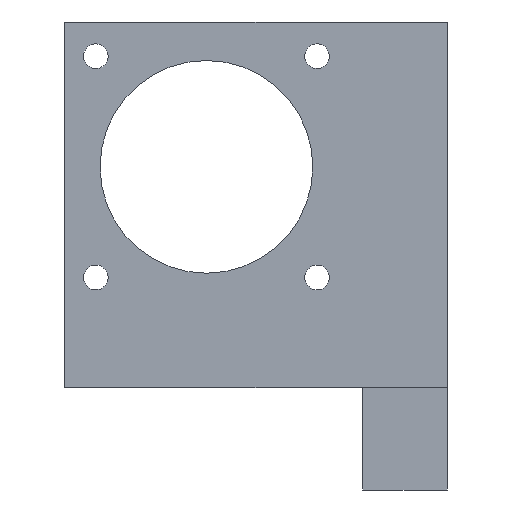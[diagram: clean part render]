
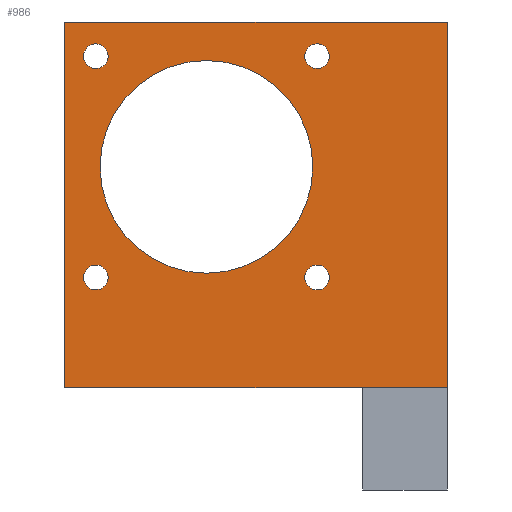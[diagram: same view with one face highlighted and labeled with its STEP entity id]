
A CAD part, front view. The second image highlights one B-rep face of the part: STEP entity #986.
In plain terms, the highlighted planar face has unit normal (0, -1, 0).
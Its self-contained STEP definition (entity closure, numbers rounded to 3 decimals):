
#10 = AXIS2_PLACEMENT_3D ( 'NONE', #261, #2796, #1822 ) ;
#37 = CARTESIAN_POINT ( 'NONE',  ( 33.951, -93., 141.976 ) ) ;
#52 = CARTESIAN_POINT ( 'NONE',  ( 8.951, -93., 141.976 ) ) ;
#84 = PLANE ( 'NONE',  #816 ) ;
#112 = FACE_BOUND ( 'NONE', #1021, .T. ) ;
#144 = ORIENTED_EDGE ( 'NONE', *, *, #1030, .T. ) ;
#146 = CARTESIAN_POINT ( 'NONE',  ( 49.773, -93., 116. ) ) ;
#158 = CIRCLE ( 'NONE', #3018, 1.45 ) ;
#160 = AXIS2_PLACEMENT_3D ( 'NONE', #3193, #856, #2676 ) ;
#186 = EDGE_CURVE ( 'NONE', #2773, #2511, #2385, .T. ) ;
#223 = EDGE_LOOP ( 'NONE', ( #1582, #1225 ) ) ;
#261 = CARTESIAN_POINT ( 'NONE',  ( 8.45, -93., 128.974 ) ) ;
#269 = CIRCLE ( 'NONE', #2162, 1.45 ) ;
#351 = DIRECTION ( 'NONE',  ( 0., 1., 0. ) ) ;
#359 = VECTOR ( 'NONE', #2956, 1000. ) ;
#373 = CARTESIAN_POINT ( 'NONE',  ( 8.45, -93., 154.978 ) ) ;
#387 = CIRCLE ( 'NONE', #10, 1.45 ) ;
#480 = AXIS2_PLACEMENT_3D ( 'NONE', #2088, #2817, #1326 ) ;
#644 = CIRCLE ( 'NONE', #1459, 1.45 ) ;
#680 = EDGE_CURVE ( 'NONE', #1616, #1278, #1413, .T. ) ;
#723 = CARTESIAN_POINT ( 'NONE',  ( 8.45, -93., 127.524 ) ) ;
#795 = CARTESIAN_POINT ( 'NONE',  ( 49.773, -93., 159. ) ) ;
#816 = AXIS2_PLACEMENT_3D ( 'NONE', #1112, #351, #2652 ) ;
#827 = VERTEX_POINT ( 'NONE', #1807 ) ;
#831 = EDGE_LOOP ( 'NONE', ( #1202, #2526 ) ) ;
#856 = DIRECTION ( 'NONE',  ( 0., -1., 0. ) ) ;
#874 = FACE_OUTER_BOUND ( 'NONE', #3110, .T. ) ;
#877 = AXIS2_PLACEMENT_3D ( 'NONE', #2984, #2557, #1264 ) ;
#890 = EDGE_CURVE ( 'NONE', #1068, #1482, #387, .T. ) ;
#891 = ORIENTED_EDGE ( 'NONE', *, *, #3031, .F. ) ;
#926 = VECTOR ( 'NONE', #1524, 1000. ) ;
#928 = CIRCLE ( 'NONE', #3086, 1.45 ) ;
#985 = DIRECTION ( 'NONE',  ( 0., 0., -1. ) ) ;
#986 = ADVANCED_FACE ( 'NONE', ( #112, #3133, #2129, #1370, #874, #2397 ), #84, .F. ) ;
#995 = DIRECTION ( 'NONE',  ( 0., -1., 0. ) ) ;
#1010 = DIRECTION ( 'NONE',  ( 0., -1., 0. ) ) ;
#1021 = EDGE_LOOP ( 'NONE', ( #2908, #2213 ) ) ;
#1023 = VECTOR ( 'NONE', #2339, 1000. ) ;
#1028 = CARTESIAN_POINT ( 'NONE',  ( 34.453, -93., 128.974 ) ) ;
#1030 = EDGE_CURVE ( 'NONE', #2511, #2920, #2426, .T. ) ;
#1068 = VERTEX_POINT ( 'NONE', #2300 ) ;
#1074 = VERTEX_POINT ( 'NONE', #2748 ) ;
#1077 = EDGE_CURVE ( 'NONE', #1278, #1616, #2279, .T. ) ;
#1102 = EDGE_CURVE ( 'NONE', #1382, #2081, #928, .T. ) ;
#1112 = CARTESIAN_POINT ( 'NONE',  ( -40.328, -93., 0. ) ) ;
#1131 = CIRCLE ( 'NONE', #1559, 1.45 ) ;
#1147 = CARTESIAN_POINT ( 'NONE',  ( 4.773, -93., 159. ) ) ;
#1202 = ORIENTED_EDGE ( 'NONE', *, *, #1846, .F. ) ;
#1205 = ORIENTED_EDGE ( 'NONE', *, *, #2353, .F. ) ;
#1225 = ORIENTED_EDGE ( 'NONE', *, *, #2545, .F. ) ;
#1264 = DIRECTION ( 'NONE',  ( -1., 0., 0. ) ) ;
#1278 = VERTEX_POINT ( 'NONE', #37 ) ;
#1326 = DIRECTION ( 'NONE',  ( 0., 0., -1. ) ) ;
#1327 = EDGE_CURVE ( 'NONE', #3048, #827, #158, .T. ) ;
#1370 = FACE_BOUND ( 'NONE', #223, .T. ) ;
#1382 = VERTEX_POINT ( 'NONE', #2453 ) ;
#1404 = CIRCLE ( 'NONE', #480, 1.45 ) ;
#1413 = CIRCLE ( 'NONE', #3131, 12.5 ) ;
#1423 = LINE ( 'NONE', #146, #359 ) ;
#1459 = AXIS2_PLACEMENT_3D ( 'NONE', #1028, #1847, #2063 ) ;
#1462 = ORIENTED_EDGE ( 'NONE', *, *, #1327, .F. ) ;
#1464 = EDGE_CURVE ( 'NONE', #1074, #2234, #269, .T. ) ;
#1482 = VERTEX_POINT ( 'NONE', #723 ) ;
#1505 = DIRECTION ( 'NONE',  ( -1., 0., 0. ) ) ;
#1524 = DIRECTION ( 'NONE',  ( -1., 0., 0. ) ) ;
#1559 = AXIS2_PLACEMENT_3D ( 'NONE', #2768, #2734, #985 ) ;
#1582 = ORIENTED_EDGE ( 'NONE', *, *, #1102, .F. ) ;
#1616 = VERTEX_POINT ( 'NONE', #52 ) ;
#1626 = CIRCLE ( 'NONE', #160, 1.45 ) ;
#1678 = EDGE_CURVE ( 'NONE', #2234, #1074, #644, .T. ) ;
#1807 = CARTESIAN_POINT ( 'NONE',  ( 8.45, -93., 156.428 ) ) ;
#1822 = DIRECTION ( 'NONE',  ( 0., 0., -1. ) ) ;
#1846 = EDGE_CURVE ( 'NONE', #1482, #1068, #1626, .T. ) ;
#1847 = DIRECTION ( 'NONE',  ( 0., -1., 0. ) ) ;
#1877 = CARTESIAN_POINT ( 'NONE',  ( 49.773, -93., 121. ) ) ;
#1892 = DIRECTION ( 'NONE',  ( 0., 0., 1. ) ) ;
#1911 = VERTEX_POINT ( 'NONE', #2797 ) ;
#1946 = DIRECTION ( 'NONE',  ( 0., 0., -1. ) ) ;
#1974 = CARTESIAN_POINT ( 'NONE',  ( 34.453, -93., 154.978 ) ) ;
#2046 = DIRECTION ( 'NONE',  ( 0., 0., -1. ) ) ;
#2059 = CARTESIAN_POINT ( 'NONE',  ( 34.453, -93., 156.428 ) ) ;
#2063 = DIRECTION ( 'NONE',  ( 0., 0., -1. ) ) ;
#2081 = VERTEX_POINT ( 'NONE', #2059 ) ;
#2088 = CARTESIAN_POINT ( 'NONE',  ( 34.453, -93., 154.978 ) ) ;
#2129 = FACE_BOUND ( 'NONE', #2509, .T. ) ;
#2162 = AXIS2_PLACEMENT_3D ( 'NONE', #3050, #1010, #2504 ) ;
#2213 = ORIENTED_EDGE ( 'NONE', *, *, #1464, .F. ) ;
#2234 = VERTEX_POINT ( 'NONE', #3152 ) ;
#2279 = CIRCLE ( 'NONE', #877, 12.5 ) ;
#2300 = CARTESIAN_POINT ( 'NONE',  ( 8.45, -93., 130.424 ) ) ;
#2317 = LINE ( 'NONE', #2867, #1023 ) ;
#2339 = DIRECTION ( 'NONE',  ( 0., 0., -1. ) ) ;
#2353 = EDGE_CURVE ( 'NONE', #827, #3048, #1131, .T. ) ;
#2385 = LINE ( 'NONE', #1877, #2811 ) ;
#2397 = FACE_BOUND ( 'NONE', #3166, .T. ) ;
#2426 = LINE ( 'NONE', #1147, #926 ) ;
#2453 = CARTESIAN_POINT ( 'NONE',  ( 34.453, -93., 153.528 ) ) ;
#2502 = EDGE_CURVE ( 'NONE', #2920, #1911, #2317, .T. ) ;
#2504 = DIRECTION ( 'NONE',  ( 0., 0., -1. ) ) ;
#2509 = EDGE_LOOP ( 'NONE', ( #1462, #1205 ) ) ;
#2511 = VERTEX_POINT ( 'NONE', #795 ) ;
#2526 = ORIENTED_EDGE ( 'NONE', *, *, #890, .F. ) ;
#2545 = EDGE_CURVE ( 'NONE', #2081, #1382, #1404, .T. ) ;
#2557 = DIRECTION ( 'NONE',  ( 0., -1., 0. ) ) ;
#2614 = DIRECTION ( 'NONE',  ( 0., -1., 0. ) ) ;
#2621 = ORIENTED_EDGE ( 'NONE', *, *, #186, .T. ) ;
#2624 = ORIENTED_EDGE ( 'NONE', *, *, #2502, .T. ) ;
#2652 = DIRECTION ( 'NONE',  ( 1., 0., 0. ) ) ;
#2676 = DIRECTION ( 'NONE',  ( 0., 0., -1. ) ) ;
#2734 = DIRECTION ( 'NONE',  ( 0., -1., 0. ) ) ;
#2742 = CARTESIAN_POINT ( 'NONE',  ( 49.773, -93., 116. ) ) ;
#2748 = CARTESIAN_POINT ( 'NONE',  ( 34.453, -93., 130.424 ) ) ;
#2768 = CARTESIAN_POINT ( 'NONE',  ( 8.45, -93., 154.978 ) ) ;
#2773 = VERTEX_POINT ( 'NONE', #2742 ) ;
#2796 = DIRECTION ( 'NONE',  ( 0., -1., 0. ) ) ;
#2797 = CARTESIAN_POINT ( 'NONE',  ( 4.773, -93., 116. ) ) ;
#2809 = CARTESIAN_POINT ( 'NONE',  ( 4.773, -93., 159. ) ) ;
#2811 = VECTOR ( 'NONE', #1892, 1000. ) ;
#2817 = DIRECTION ( 'NONE',  ( 0., -1., 0. ) ) ;
#2867 = CARTESIAN_POINT ( 'NONE',  ( 4.773, -93., 121. ) ) ;
#2908 = ORIENTED_EDGE ( 'NONE', *, *, #1678, .F. ) ;
#2915 = ORIENTED_EDGE ( 'NONE', *, *, #680, .F. ) ;
#2920 = VERTEX_POINT ( 'NONE', #2809 ) ;
#2956 = DIRECTION ( 'NONE',  ( -1., 0., 0. ) ) ;
#2984 = CARTESIAN_POINT ( 'NONE',  ( 21.451, -93., 141.976 ) ) ;
#2991 = ORIENTED_EDGE ( 'NONE', *, *, #1077, .F. ) ;
#3018 = AXIS2_PLACEMENT_3D ( 'NONE', #373, #3225, #1946 ) ;
#3031 = EDGE_CURVE ( 'NONE', #2773, #1911, #1423, .T. ) ;
#3048 = VERTEX_POINT ( 'NONE', #3222 ) ;
#3050 = CARTESIAN_POINT ( 'NONE',  ( 34.453, -93., 128.974 ) ) ;
#3086 = AXIS2_PLACEMENT_3D ( 'NONE', #1974, #995, #2046 ) ;
#3110 = EDGE_LOOP ( 'NONE', ( #2624, #891, #2621, #144 ) ) ;
#3131 = AXIS2_PLACEMENT_3D ( 'NONE', #3312, #2614, #1505 ) ;
#3133 = FACE_BOUND ( 'NONE', #831, .T. ) ;
#3152 = CARTESIAN_POINT ( 'NONE',  ( 34.453, -93., 127.524 ) ) ;
#3166 = EDGE_LOOP ( 'NONE', ( #2991, #2915 ) ) ;
#3193 = CARTESIAN_POINT ( 'NONE',  ( 8.45, -93., 128.974 ) ) ;
#3222 = CARTESIAN_POINT ( 'NONE',  ( 8.45, -93., 153.528 ) ) ;
#3225 = DIRECTION ( 'NONE',  ( 0., -1., 0. ) ) ;
#3312 = CARTESIAN_POINT ( 'NONE',  ( 21.451, -93., 141.976 ) ) ;
